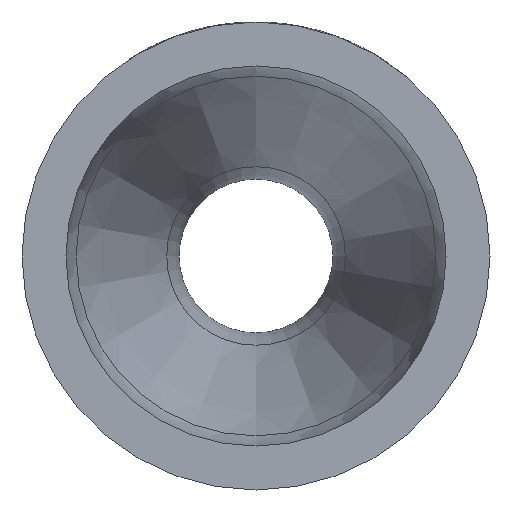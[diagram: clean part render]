
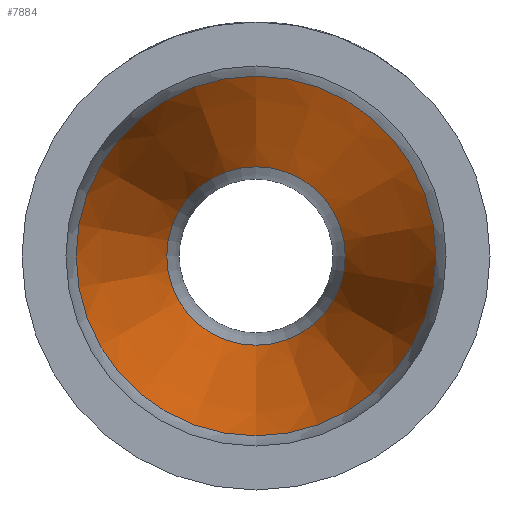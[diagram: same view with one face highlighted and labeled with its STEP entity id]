
A CAD part, front view. The second image highlights one B-rep face of the part: STEP entity #7884.
In plain terms, the highlighted conical face has half-angle 13.426 degrees and reference radius 8.185 mm.
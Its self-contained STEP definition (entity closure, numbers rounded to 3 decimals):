
#511 = DIRECTION ( 'NONE',  ( 0., -1., 0. ) ) ;
#620 = FACE_OUTER_BOUND ( 'NONE', #4415, .T. ) ;
#999 = CONICAL_SURFACE ( 'NONE', #8888, 8.185, 0.234 ) ;
#1303 = DIRECTION ( 'NONE',  ( 0., 0., -1. ) ) ;
#1793 = ORIENTED_EDGE ( 'NONE', *, *, #8941, .T. ) ;
#2852 = EDGE_LOOP ( 'NONE', ( #5431 ) ) ;
#3530 = EDGE_CURVE ( 'NONE', #10275, #10275, #4523, .T. ) ;
#3800 = CARTESIAN_POINT ( 'NONE',  ( 0., 27.217, -4.063 ) ) ;
#3885 = DIRECTION ( 'NONE',  ( 0., -1., 0. ) ) ;
#4415 = EDGE_LOOP ( 'NONE', ( #1793 ) ) ;
#4523 = CIRCLE ( 'NONE', #6398, 4.063 ) ;
#5061 = CIRCLE ( 'NONE', #7047, 8.185 ) ;
#5236 = CARTESIAN_POINT ( 'NONE',  ( 0., 27.217, 0. ) ) ;
#5431 = ORIENTED_EDGE ( 'NONE', *, *, #3530, .F. ) ;
#6398 = AXIS2_PLACEMENT_3D ( 'NONE', #5236, #511, #9147 ) ;
#7047 = AXIS2_PLACEMENT_3D ( 'NONE', #8422, #7631, #1303 ) ;
#7588 = FACE_BOUND ( 'NONE', #2852, .T. ) ;
#7631 = DIRECTION ( 'NONE',  ( 0., -1., 0. ) ) ;
#7749 = CARTESIAN_POINT ( 'NONE',  ( 0., 9.947, 0. ) ) ;
#7884 = ADVANCED_FACE ( 'NONE', ( #7588, #620 ), #999, .F. ) ;
#8277 = VERTEX_POINT ( 'NONE', #9300 ) ;
#8422 = CARTESIAN_POINT ( 'NONE',  ( 0., 9.947, 0. ) ) ;
#8888 = AXIS2_PLACEMENT_3D ( 'NONE', #7749, #3885, #10219 ) ;
#8941 = EDGE_CURVE ( 'NONE', #8277, #8277, #5061, .T. ) ;
#9147 = DIRECTION ( 'NONE',  ( 0., 0., -1. ) ) ;
#9300 = CARTESIAN_POINT ( 'NONE',  ( 0., 9.947, -8.185 ) ) ;
#10219 = DIRECTION ( 'NONE',  ( 0., 0., -1. ) ) ;
#10275 = VERTEX_POINT ( 'NONE', #3800 ) ;
